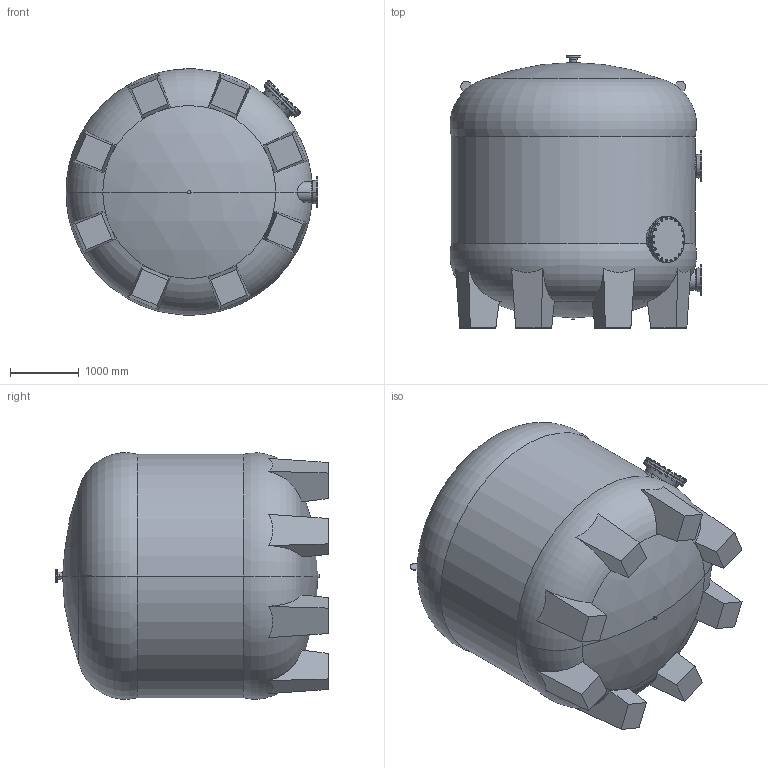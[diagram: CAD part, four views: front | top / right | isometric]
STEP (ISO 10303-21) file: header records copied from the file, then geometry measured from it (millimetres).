
FILE_DESCRIPTION (( 'STEP AP214' ), '1' );
FILE_NAME ('ozon_reactor_350c_.STEP', '2020-11-03T10:21:59', ( '' ), ( '' ), 'SwSTEP 2.0', 'SolidWorks 2019', '' );
FILE_SCHEMA (( 'AUTOMOTIVE_DESIGN' ));
Length unit declared in the file: millimetre
Products named in the file (1): ozon_reactor_350c_
Bounding box: 3656.04 x 3949.74 x 3571.15 mm (x, y, z)
Surface area: 59660484.6 mm2 (no closed solid volume)
Topology: 0 solids, 83 shells, 439 faces, 1408 edges, 1008 vertices
Faces by surface type: plane 230, cylinder 123, cone 50, torus 32, sphere 4
Entity records: 36604 total; most frequent: CARTESIAN_POINT 21691, ORIENTED_EDGE 2132, EDGE_CURVE 1408, DIRECTION 1362, B_SPLINE_CURVE_WITH_KNOTS 1126, VERTEX_POINT 1008, AXIS2_PLACEMENT_3D 640, EDGE_LOOP 512
